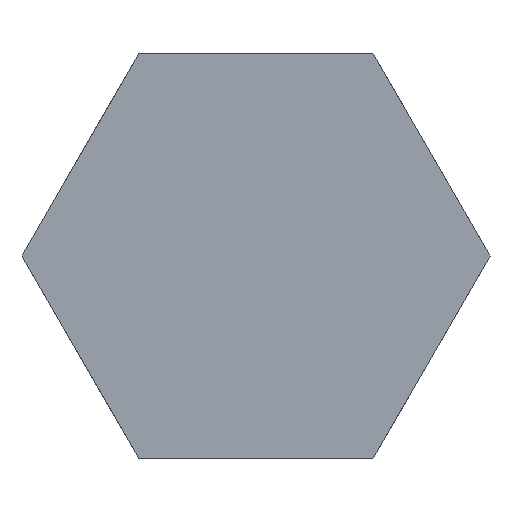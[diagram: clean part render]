
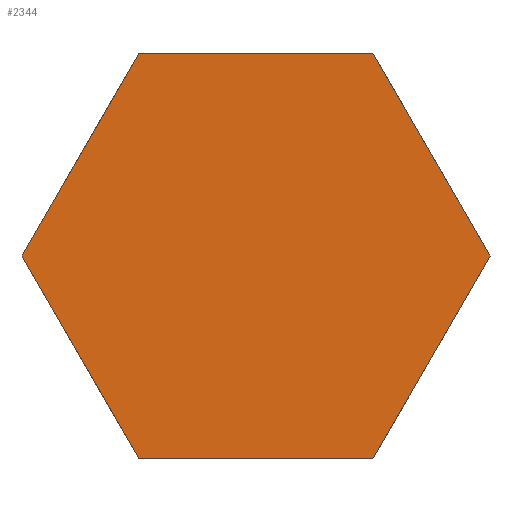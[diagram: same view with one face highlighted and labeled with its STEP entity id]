
A CAD part, front view. The second image highlights one B-rep face of the part: STEP entity #2344.
In plain terms, the highlighted planar face has unit normal (0, -1, 0).
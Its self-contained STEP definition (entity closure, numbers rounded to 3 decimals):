
#168=FACE_OUTER_BOUND('',#299,.T.);
#299=EDGE_LOOP('',(#2095,#2096,#2097,#2098,#2099,#2100));
#309=LINE('',#3119,#619);
#322=LINE('',#3148,#632);
#336=LINE('',#3178,#646);
#350=LINE('',#3208,#660);
#364=LINE('',#3238,#674);
#377=LINE('',#3267,#687);
#619=VECTOR('',#2518,10.);
#632=VECTOR('',#2537,10.);
#646=VECTOR('',#2559,10.);
#660=VECTOR('',#2581,10.);
#674=VECTOR('',#2603,10.);
#687=VECTOR('',#2626,10.);
#927=VERTEX_POINT('',#3116);
#928=VERTEX_POINT('',#3118);
#941=VERTEX_POINT('',#3146);
#953=VERTEX_POINT('',#3176);
#965=VERTEX_POINT('',#3206);
#977=VERTEX_POINT('',#3236);
#1129=EDGE_CURVE('',#927,#928,#309,.T.);
#1144=EDGE_CURVE('',#941,#927,#322,.T.);
#1159=EDGE_CURVE('',#953,#941,#336,.T.);
#1174=EDGE_CURVE('',#965,#953,#350,.T.);
#1189=EDGE_CURVE('',#977,#965,#364,.T.);
#1204=EDGE_CURVE('',#928,#977,#377,.T.);
#2095=ORIENTED_EDGE('',*,*,#1129,.F.);
#2096=ORIENTED_EDGE('',*,*,#1144,.F.);
#2097=ORIENTED_EDGE('',*,*,#1159,.F.);
#2098=ORIENTED_EDGE('',*,*,#1174,.F.);
#2099=ORIENTED_EDGE('',*,*,#1189,.F.);
#2100=ORIENTED_EDGE('',*,*,#1204,.F.);
#2219=PLANE('',#2500);
#2344=ADVANCED_FACE('',(#168),#2219,.F.);
#2500=AXIS2_PLACEMENT_3D('',#3749,#3095,#3096);
#2518=DIRECTION('',(0.5,0.,0.866));
#2537=DIRECTION('',(-0.5,0.,0.866));
#2559=DIRECTION('',(-1.,0.,0.));
#2581=DIRECTION('',(-0.5,0.,-0.866));
#2603=DIRECTION('',(0.5,0.,-0.866));
#2626=DIRECTION('',(1.,0.,0.));
#3095=DIRECTION('center_axis',(0.,1.,0.));
#3096=DIRECTION('ref_axis',(1.,0.,0.));
#3116=CARTESIAN_POINT('',(-7.5,0.,-12.99));
#3118=CARTESIAN_POINT('',(0.,0.,0.));
#3119=CARTESIAN_POINT('',(-7.5,0.,-12.99));
#3146=CARTESIAN_POINT('',(0.,0.,-25.981));
#3148=CARTESIAN_POINT('',(0.,0.,-25.981));
#3176=CARTESIAN_POINT('',(15.,0.,-25.981));
#3178=CARTESIAN_POINT('',(15.,0.,-25.981));
#3206=CARTESIAN_POINT('',(22.5,0.,-12.99));
#3208=CARTESIAN_POINT('',(22.5,0.,-12.99));
#3236=CARTESIAN_POINT('',(15.,0.,0.));
#3238=CARTESIAN_POINT('',(15.,0.,0.));
#3267=CARTESIAN_POINT('',(0.,0.,0.));
#3749=CARTESIAN_POINT('Origin',(7.5,0.,-12.99));
